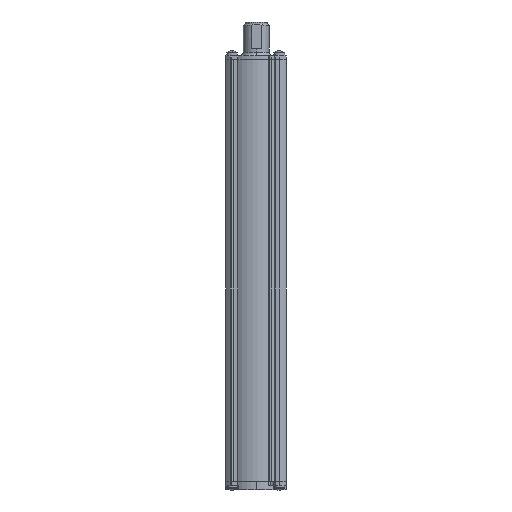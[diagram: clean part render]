
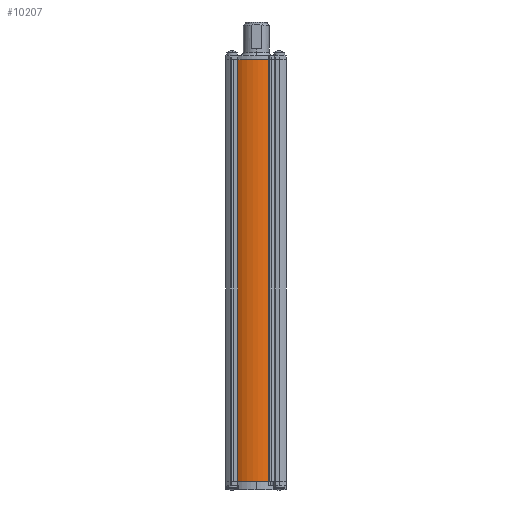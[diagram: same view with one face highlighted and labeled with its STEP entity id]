
A CAD part, left-side view. The second image highlights one B-rep face of the part: STEP entity #10207.
In plain terms, the highlighted cylindrical face has radius 15 mm (diameter 30 mm), a partial arc.
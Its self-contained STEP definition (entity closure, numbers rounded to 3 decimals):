
#19 = CARTESIAN_POINT ( 'NONE',  ( 0., 0., -198. ) ) ;
#111 = CYLINDRICAL_SURFACE ( 'NONE', #12506, 15. ) ;
#562 = VERTEX_POINT ( 'NONE', #2311 ) ;
#780 = EDGE_CURVE ( 'NONE', #562, #10123, #17534, .T. ) ;
#1961 = EDGE_LOOP ( 'NONE', ( #2444, #2188, #14510, #15186 ) ) ;
#2116 = CARTESIAN_POINT ( 'NONE',  ( -13.951, -5.51, -198. ) ) ;
#2188 = ORIENTED_EDGE ( 'NONE', *, *, #780, .F. ) ;
#2311 = CARTESIAN_POINT ( 'NONE',  ( -12.3, 8.585, -198. ) ) ;
#2444 = ORIENTED_EDGE ( 'NONE', *, *, #18342, .T. ) ;
#3139 = CARTESIAN_POINT ( 'NONE',  ( -12.3, 8.585, -198. ) ) ;
#3614 = DIRECTION ( 'NONE',  ( 0., 0., 1. ) ) ;
#3740 = CIRCLE ( 'NONE', #8513, 15. ) ;
#4166 = CARTESIAN_POINT ( 'NONE',  ( -13.951, -5.51, -198. ) ) ;
#5024 = DIRECTION ( 'NONE',  ( 0., 0., -1. ) ) ;
#5182 = VERTEX_POINT ( 'NONE', #14613 ) ;
#5825 = DIRECTION ( 'NONE',  ( 1., 0., 0. ) ) ;
#6433 = DIRECTION ( 'NONE',  ( 0., 0., -1. ) ) ;
#8513 = AXIS2_PLACEMENT_3D ( 'NONE', #9231, #6433, #14930 ) ;
#8944 = LINE ( 'NONE', #2116, #17356 ) ;
#9231 = CARTESIAN_POINT ( 'NONE',  ( 0., 0., -198. ) ) ;
#10123 = VERTEX_POINT ( 'NONE', #12305 ) ;
#10207 = ADVANCED_FACE ( 'NONE', ( #17138 ), #111, .T. ) ;
#11915 = EDGE_CURVE ( 'NONE', #15470, #5182, #8944, .T. ) ;
#12305 = CARTESIAN_POINT ( 'NONE',  ( -12.3, 8.585, -2. ) ) ;
#12506 = AXIS2_PLACEMENT_3D ( 'NONE', #19, #17320, #5825 ) ;
#14507 = VECTOR ( 'NONE', #14810, 1000. ) ;
#14510 = ORIENTED_EDGE ( 'NONE', *, *, #16684, .F. ) ;
#14613 = CARTESIAN_POINT ( 'NONE',  ( -13.951, -5.51, -2. ) ) ;
#14810 = DIRECTION ( 'NONE',  ( 0., 0., 1. ) ) ;
#14930 = DIRECTION ( 'NONE',  ( 1., 0., 0. ) ) ;
#15186 = ORIENTED_EDGE ( 'NONE', *, *, #11915, .T. ) ;
#15470 = VERTEX_POINT ( 'NONE', #4166 ) ;
#16358 = AXIS2_PLACEMENT_3D ( 'NONE', #17549, #5024, #17638 ) ;
#16684 = EDGE_CURVE ( 'NONE', #15470, #562, #3740, .T. ) ;
#17138 = FACE_OUTER_BOUND ( 'NONE', #1961, .T. ) ;
#17271 = CIRCLE ( 'NONE', #16358, 15. ) ;
#17320 = DIRECTION ( 'NONE',  ( 0., 0., 1. ) ) ;
#17356 = VECTOR ( 'NONE', #3614, 1000. ) ;
#17534 = LINE ( 'NONE', #3139, #14507 ) ;
#17549 = CARTESIAN_POINT ( 'NONE',  ( 0., 0., -2. ) ) ;
#17638 = DIRECTION ( 'NONE',  ( 1., 0., 0. ) ) ;
#18342 = EDGE_CURVE ( 'NONE', #5182, #10123, #17271, .T. ) ;
